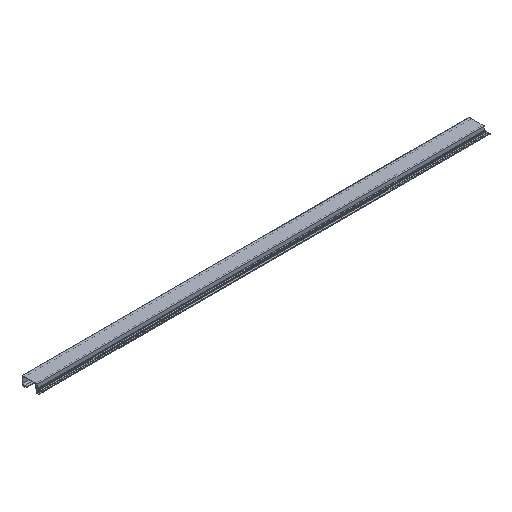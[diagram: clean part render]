
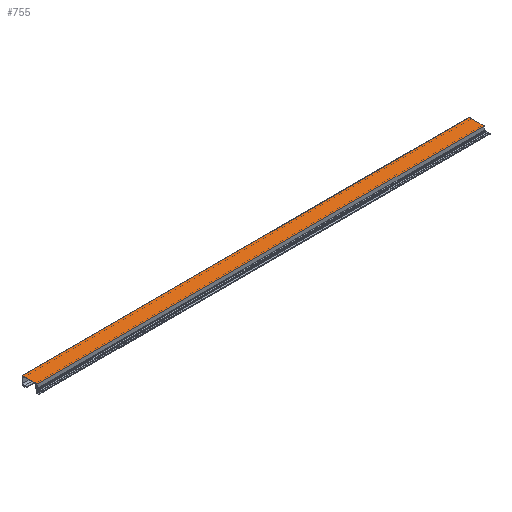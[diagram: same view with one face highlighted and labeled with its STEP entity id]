
A CAD part, isometric view. The second image highlights one B-rep face of the part: STEP entity #755.
In plain terms, the highlighted planar face has unit normal (0, 0, 1).
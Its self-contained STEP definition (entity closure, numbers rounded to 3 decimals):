
#22=PLANE('',#837);
#58=FACE_OUTER_BOUND('',#97,.T.);
#97=EDGE_LOOP('',(#631,#632,#633,#634));
#137=LINE('',#1127,#228);
#170=LINE('',#1199,#261);
#191=LINE('',#1251,#282);
#192=LINE('',#1253,#283);
#228=VECTOR('',#905,10.);
#261=VECTOR('',#948,10.);
#282=VECTOR('',#1001,10.);
#283=VECTOR('',#1004,10.);
#347=VERTEX_POINT('',#1124);
#348=VERTEX_POINT('',#1126);
#381=VERTEX_POINT('',#1196);
#382=VERTEX_POINT('',#1198);
#423=EDGE_CURVE('',#347,#348,#137,.T.);
#459=EDGE_CURVE('',#381,#382,#170,.T.);
#487=EDGE_CURVE('',#382,#347,#191,.T.);
#488=EDGE_CURVE('',#381,#348,#192,.T.);
#631=ORIENTED_EDGE('',*,*,#487,.F.);
#632=ORIENTED_EDGE('',*,*,#459,.F.);
#633=ORIENTED_EDGE('',*,*,#488,.T.);
#634=ORIENTED_EDGE('',*,*,#423,.F.);
#755=ADVANCED_FACE('',(#58),#22,.T.);
#837=AXIS2_PLACEMENT_3D('',#1252,#1002,#1003);
#905=DIRECTION('',(0.,-1.,0.));
#948=DIRECTION('',(0.,1.,0.));
#1001=DIRECTION('',(1.,0.,0.));
#1002=DIRECTION('center_axis',(0.,0.,1.));
#1003=DIRECTION('ref_axis',(0.,-1.,0.));
#1004=DIRECTION('',(1.,0.,0.));
#1124=CARTESIAN_POINT('',(500.,45.1,9.15));
#1126=CARTESIAN_POINT('',(500.,12.1,9.15));
#1127=CARTESIAN_POINT('',(500.,46.1,9.15));
#1196=CARTESIAN_POINT('',(-500.,12.1,9.15));
#1198=CARTESIAN_POINT('',(-500.,45.1,9.15));
#1199=CARTESIAN_POINT('',(-500.,46.1,9.15));
#1251=CARTESIAN_POINT('',(0.,45.1,9.15));
#1252=CARTESIAN_POINT('Origin',(0.,46.1,9.15));
#1253=CARTESIAN_POINT('',(0.,12.1,9.15));
